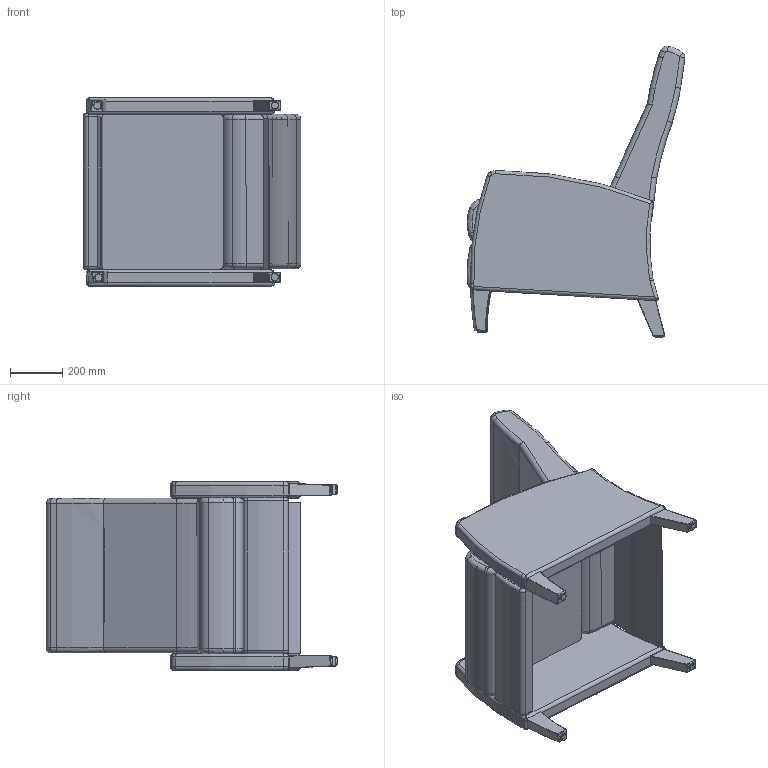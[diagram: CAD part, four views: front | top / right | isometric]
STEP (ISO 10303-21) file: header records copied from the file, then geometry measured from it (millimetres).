
FILE_DESCRIPTION(/* description */ (''),/* implementation_level */ '2;1');
FILE_NAME(/* name */ 'K0010F.stp',/* time_stamp */ '2017-09-13T08:50:58-04:00',/* author */ ('emehringer'),/* organization */ (''),/* preprocessor_version */ 'ST-DEVELOPER v16.5',/* originating_system */ 'Autodesk Inventor 2017',/* authorisation */ '');
FILE_SCHEMA (('AUTOMOTIVE_DESIGN { 1 0 10303 214 3 1 1 }'));
Length unit declared in the file: inch
Products named in the file (14): K0010 3D; LEG WBO SQL 13-1; LEG WBO SQR 13-1; LEG WBO SQL 12; LEG WBO SQL 12_1; K0010 SEAT; K0010 KO; LEG WBO SQR 12; LEG WBO SQR 12_1; DOWEL 1; K0010 ARM; K0010 BACK; K0101 BACK FLAP; GLIDE APFAA06-1
Assembly tree (18 placements, depth 3):
  K0010 3D
    LEG WBO SQL 13-1
    LEG WBO SQR 13-1
    LEG WBO SQL 12
      LEG WBO SQL 12_1
      DOWEL 1
    K0010 SEAT
    K0010 KO
    LEG WBO SQR 12
      LEG WBO SQR 12_1
      DOWEL 1
    K0010 ARM  x2
    K0010 BACK
    K0101 BACK FLAP
    GLIDE APFAA06-1  x4
Bounding box: 832.78 x 1115.5 x 720.73 mm (x, y, z)
Volume: 140717359.8 mm3; surface area: 4453967.2 mm2
Topology: 34 solids, 34 shells, 575 faces, 1360 edges, 874 vertices
Faces by surface type: plane 219, cylinder 156, bspline 70, cone 70, torus 58, sphere 2
Full cylindrical faces by diameter (mm): 9.525 x6, 10.77 x4, 11.112 x2, 11.906 x2, 16.002 x4, 19.05 x4, 28.575 x4
Entity records: 12512 total; most frequent: CARTESIAN_POINT 4040, DIRECTION 1781, ORIENTED_EDGE 1578, EDGE_CURVE 789, AXIS2_PLACEMENT_3D 730, VERTEX_POINT 491, EDGE_LOOP 400, FACE_OUTER_BOUND 359
